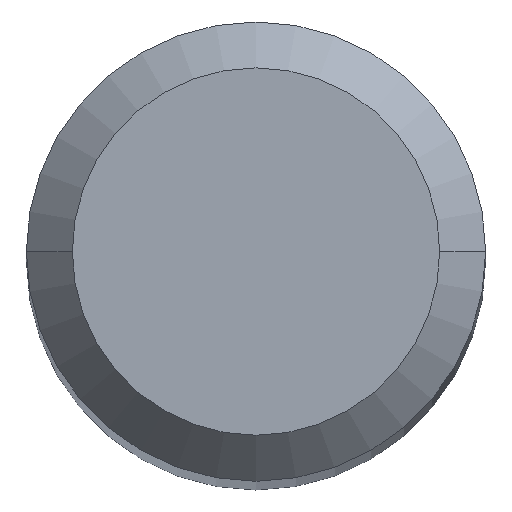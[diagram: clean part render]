
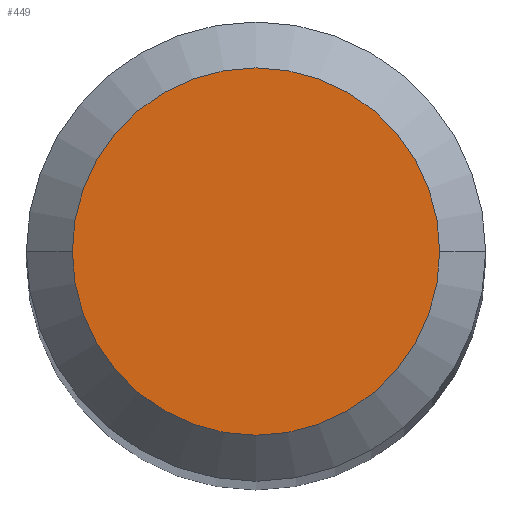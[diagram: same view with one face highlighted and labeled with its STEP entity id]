
A CAD part, top view. The second image highlights one B-rep face of the part: STEP entity #449.
In plain terms, the highlighted planar face has unit normal (0, 0, 1).
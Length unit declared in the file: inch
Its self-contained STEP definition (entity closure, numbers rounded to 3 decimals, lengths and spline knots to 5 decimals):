
#11 = CARTESIAN_POINT ( 'NONE',  ( 0.04724, 0., 0. ) ) ;
#25 = CIRCLE ( 'NONE', #103, 0.04724 ) ;
#30 = EDGE_LOOP ( 'NONE', ( #315, #332 ) ) ;
#53 = FACE_OUTER_BOUND ( 'NONE', #30, .T. ) ;
#92 = DIRECTION ( 'NONE',  ( 1., 0., 0. ) ) ;
#94 = DIRECTION ( 'NONE',  ( 0., 0., 1. ) ) ;
#103 = AXIS2_PLACEMENT_3D ( 'NONE', #432, #94, #355 ) ;
#173 = DIRECTION ( 'NONE',  ( 0., 0., -1. ) ) ;
#198 = VERTEX_POINT ( 'NONE', #374 ) ;
#215 = CIRCLE ( 'NONE', #292, 0.04724 ) ;
#225 = EDGE_CURVE ( 'NONE', #309, #198, #25, .T. ) ;
#250 = DIRECTION ( 'NONE',  ( -1., 0., 0. ) ) ;
#292 = AXIS2_PLACEMENT_3D ( 'NONE', #392, #348, #92 ) ;
#295 = EDGE_CURVE ( 'NONE', #198, #309, #215, .T. ) ;
#309 = VERTEX_POINT ( 'NONE', #11 ) ;
#315 = ORIENTED_EDGE ( 'NONE', *, *, #295, .T. ) ;
#332 = ORIENTED_EDGE ( 'NONE', *, *, #225, .T. ) ;
#348 = DIRECTION ( 'NONE',  ( 0., 0., 1. ) ) ;
#355 = DIRECTION ( 'NONE',  ( 1., 0., 0. ) ) ;
#374 = CARTESIAN_POINT ( 'NONE',  ( -0.04724, 0., 0. ) ) ;
#392 = CARTESIAN_POINT ( 'NONE',  ( 0., 0., 0. ) ) ;
#401 = CARTESIAN_POINT ( 'NONE',  ( 0., 0., 0. ) ) ;
#432 = CARTESIAN_POINT ( 'NONE',  ( 0., 0., 0. ) ) ;
#444 = AXIS2_PLACEMENT_3D ( 'NONE', #401, #173, #250 ) ;
#449 = ADVANCED_FACE ( 'NONE', ( #53 ), #477, .F. ) ;
#477 = PLANE ( 'NONE',  #444 ) ;
